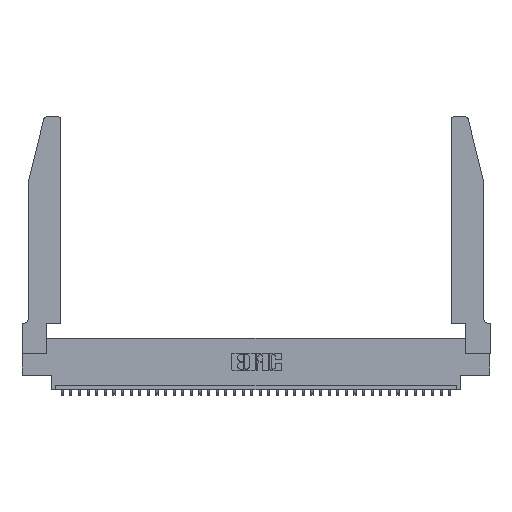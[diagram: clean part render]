
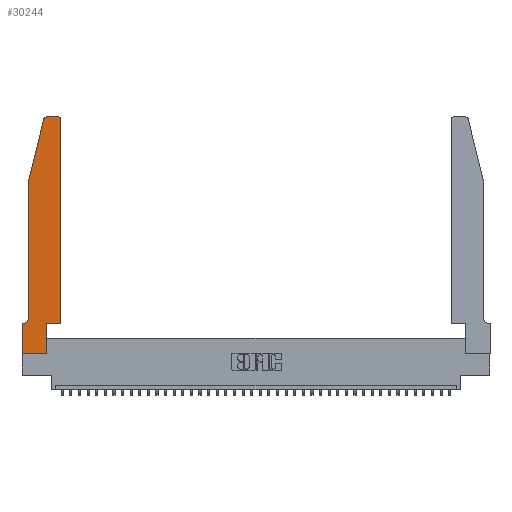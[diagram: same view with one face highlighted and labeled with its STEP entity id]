
A CAD part, top view. The second image highlights one B-rep face of the part: STEP entity #30244.
In plain terms, the highlighted planar face has unit normal (0, 0, 1).
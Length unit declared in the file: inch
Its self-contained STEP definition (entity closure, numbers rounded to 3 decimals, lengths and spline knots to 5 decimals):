
#158 = ORIENTED_EDGE ( 'NONE', *, *, #12082, .T. ) ;
#202 = ORIENTED_EDGE ( 'NONE', *, *, #18581, .T. ) ;
#216 = EDGE_CURVE ( 'NONE', #14879, #20040, #14870, .T. ) ;
#493 = AXIS2_PLACEMENT_3D ( 'NONE', #2044, #32168, #11427 ) ;
#503 = CARTESIAN_POINT ( 'NONE',  ( 0.2865, 0.35, 0.37 ) ) ;
#1522 = VERTEX_POINT ( 'NONE', #30469 ) ;
#2044 = CARTESIAN_POINT ( 'NONE',  ( 0.0055, 0.42, 0.37 ) ) ;
#2268 = VERTEX_POINT ( 'NONE', #7843 ) ;
#2408 = DIRECTION ( 'NONE',  ( 0., 1., 0. ) ) ;
#2481 = VERTEX_POINT ( 'NONE', #36558 ) ;
#2615 = LINE ( 'NONE', #8485, #25698 ) ;
#3425 = LINE ( 'NONE', #14645, #10503 ) ;
#3921 = CARTESIAN_POINT ( 'NONE',  ( 0.4505, 0.35, 0.37 ) ) ;
#3996 = CARTESIAN_POINT ( 'NONE',  ( 0., 0., 0.37 ) ) ;
#4000 = EDGE_LOOP ( 'NONE', ( #32183, #17546, #14110, #30954, #16910, #158, #36200, #30274, #9644, #202, #8960, #23730 ) ) ;
#4020 = VERTEX_POINT ( 'NONE', #17330 ) ;
#4513 = CARTESIAN_POINT ( 'NONE',  ( 0.25487, 2.72718, 0.37 ) ) ;
#4947 = AXIS2_PLACEMENT_3D ( 'NONE', #22200, #36919, #7220 ) ;
#5077 = DIRECTION ( 'NONE',  ( -1., 0., 0. ) ) ;
#5079 = VERTEX_POINT ( 'NONE', #17197 ) ;
#5177 = VECTOR ( 'NONE', #34159, 39.37008 ) ;
#5227 = CARTESIAN_POINT ( 'NONE',  ( 0.4505, 2.72, 0.37 ) ) ;
#5595 = VECTOR ( 'NONE', #21704, 39.37008 ) ;
#6498 = VECTOR ( 'NONE', #21585, 39.37008 ) ;
#6563 = AXIS2_PLACEMENT_3D ( 'NONE', #31221, #37304, #19385 ) ;
#6699 = PLANE ( 'NONE',  #4947 ) ;
#7047 = CARTESIAN_POINT ( 'NONE',  ( 0.0755, 2., 0.37 ) ) ;
#7067 = DIRECTION ( 'NONE',  ( 1., 0., 0. ) ) ;
#7220 = DIRECTION ( 'NONE',  ( 1., 0., 0. ) ) ;
#7301 = VERTEX_POINT ( 'NONE', #29885 ) ;
#7566 = CARTESIAN_POINT ( 'NONE',  ( 0., 0., 0.37 ) ) ;
#7843 = CARTESIAN_POINT ( 'NONE',  ( 0.4205, 2.75, 0.37 ) ) ;
#8264 = DIRECTION ( 'NONE',  ( 1., 0., 0. ) ) ;
#8399 = DIRECTION ( 'NONE',  ( 0., 0., 1. ) ) ;
#8485 = CARTESIAN_POINT ( 'NONE',  ( 0.0755, 0.35, 0.37 ) ) ;
#8600 = EDGE_CURVE ( 'NONE', #19146, #2268, #32684, .T. ) ;
#8960 = ORIENTED_EDGE ( 'NONE', *, *, #18725, .T. ) ;
#9317 = LINE ( 'NONE', #503, #6498 ) ;
#9353 = VERTEX_POINT ( 'NONE', #13560 ) ;
#9644 = ORIENTED_EDGE ( 'NONE', *, *, #29484, .T. ) ;
#10300 = VERTEX_POINT ( 'NONE', #4513 ) ;
#10418 = LINE ( 'NONE', #3996, #10898 ) ;
#10503 = VECTOR ( 'NONE', #2408, 39.37008 ) ;
#10898 = VECTOR ( 'NONE', #7067, 39.37008 ) ;
#11405 = EDGE_CURVE ( 'NONE', #2481, #10300, #28578, .T. ) ;
#11427 = DIRECTION ( 'NONE',  ( -1., 0., 0. ) ) ;
#12067 = FACE_OUTER_BOUND ( 'NONE', #4000, .T. ) ;
#12082 = EDGE_CURVE ( 'NONE', #20040, #5079, #2615, .T. ) ;
#13173 = LINE ( 'NONE', #25089, #5177 ) ;
#13560 = CARTESIAN_POINT ( 'NONE',  ( 0.2865, 0., 0.37 ) ) ;
#13584 = LINE ( 'NONE', #33656, #5595 ) ;
#13649 = CARTESIAN_POINT ( 'NONE',  ( 0.0755, 0.42, 0.37 ) ) ;
#14110 = ORIENTED_EDGE ( 'NONE', *, *, #21514, .T. ) ;
#14645 = CARTESIAN_POINT ( 'NONE',  ( 0.4505, 0.35, 0.37 ) ) ;
#14870 = CIRCLE ( 'NONE', #493, 0.07 ) ;
#14879 = VERTEX_POINT ( 'NONE', #13649 ) ;
#15326 = EDGE_CURVE ( 'NONE', #26342, #9353, #10418, .T. ) ;
#15457 = VECTOR ( 'NONE', #24912, 39.37008 ) ;
#16910 = ORIENTED_EDGE ( 'NONE', *, *, #216, .T. ) ;
#17197 = CARTESIAN_POINT ( 'NONE',  ( 0., 0.35, 0.37 ) ) ;
#17330 = CARTESIAN_POINT ( 'NONE',  ( 0.2865, 0.35, 0.37 ) ) ;
#17524 = VECTOR ( 'NONE', #5077, 39.37008 ) ;
#17546 = ORIENTED_EDGE ( 'NONE', *, *, #11405, .T. ) ;
#17889 = CARTESIAN_POINT ( 'NONE',  ( 0.0055, 0.35, 0.37 ) ) ;
#18581 = EDGE_CURVE ( 'NONE', #4020, #1522, #28409, .T. ) ;
#18725 = EDGE_CURVE ( 'NONE', #1522, #19146, #3425, .T. ) ;
#19146 = VERTEX_POINT ( 'NONE', #5227 ) ;
#19385 = DIRECTION ( 'NONE',  ( 1., 0., 0. ) ) ;
#20040 = VERTEX_POINT ( 'NONE', #17889 ) ;
#21514 = EDGE_CURVE ( 'NONE', #10300, #7301, #31471, .T. ) ;
#21585 = DIRECTION ( 'NONE',  ( 0., 1., 0. ) ) ;
#21704 = DIRECTION ( 'NONE',  ( 0., -1., 0. ) ) ;
#22200 = CARTESIAN_POINT ( 'NONE',  ( 0., 0.35, 0.37 ) ) ;
#23730 = ORIENTED_EDGE ( 'NONE', *, *, #8600, .T. ) ;
#24912 = DIRECTION ( 'NONE',  ( -0.239, -0.971, 0. ) ) ;
#25089 = CARTESIAN_POINT ( 'NONE',  ( 0.0755, 2., 0.37 ) ) ;
#25255 = AXIS2_PLACEMENT_3D ( 'NONE', #38389, #8399, #8264 ) ;
#25698 = VECTOR ( 'NONE', #32373, 39.37008 ) ;
#25737 = EDGE_CURVE ( 'NONE', #2268, #2481, #33534, .T. ) ;
#26342 = VERTEX_POINT ( 'NONE', #7566 ) ;
#27357 = EDGE_CURVE ( 'NONE', #7301, #14879, #13173, .T. ) ;
#27844 = EDGE_CURVE ( 'NONE', #5079, #26342, #13584, .T. ) ;
#28409 = LINE ( 'NONE', #3921, #38760 ) ;
#28578 = CIRCLE ( 'NONE', #25255, 0.03 ) ;
#29484 = EDGE_CURVE ( 'NONE', #9353, #4020, #9317, .T. ) ;
#29885 = CARTESIAN_POINT ( 'NONE',  ( 0.0755, 2., 0.37 ) ) ;
#30244 = ADVANCED_FACE ( 'NONE', ( #12067 ), #6699, .T. ) ;
#30274 = ORIENTED_EDGE ( 'NONE', *, *, #15326, .T. ) ;
#30469 = CARTESIAN_POINT ( 'NONE',  ( 0.4505, 0.35, 0.37 ) ) ;
#30954 = ORIENTED_EDGE ( 'NONE', *, *, #27357, .T. ) ;
#31014 = DIRECTION ( 'NONE',  ( 1., 0., 0. ) ) ;
#31221 = CARTESIAN_POINT ( 'NONE',  ( 0.4205, 2.72, 0.37 ) ) ;
#31471 = LINE ( 'NONE', #7047, #15457 ) ;
#32168 = DIRECTION ( 'NONE',  ( 0., 0., -1. ) ) ;
#32183 = ORIENTED_EDGE ( 'NONE', *, *, #25737, .T. ) ;
#32373 = DIRECTION ( 'NONE',  ( -1., 0., 0. ) ) ;
#32684 = CIRCLE ( 'NONE', #6563, 0.03 ) ;
#33534 = LINE ( 'NONE', #34800, #17524 ) ;
#33656 = CARTESIAN_POINT ( 'NONE',  ( 0., 0., 0.37 ) ) ;
#34159 = DIRECTION ( 'NONE',  ( 0., -1., 0. ) ) ;
#34800 = CARTESIAN_POINT ( 'NONE',  ( 0.2605, 2.75, 0.37 ) ) ;
#36200 = ORIENTED_EDGE ( 'NONE', *, *, #27844, .T. ) ;
#36558 = CARTESIAN_POINT ( 'NONE',  ( 0.284, 2.75, 0.37 ) ) ;
#36919 = DIRECTION ( 'NONE',  ( 0., 0., 1. ) ) ;
#37304 = DIRECTION ( 'NONE',  ( 0., 0., 1. ) ) ;
#38389 = CARTESIAN_POINT ( 'NONE',  ( 0.284, 2.72, 0.37 ) ) ;
#38760 = VECTOR ( 'NONE', #31014, 39.37008 ) ;
